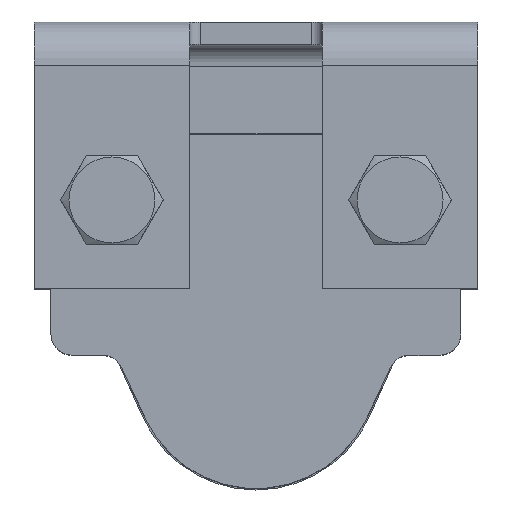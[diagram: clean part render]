
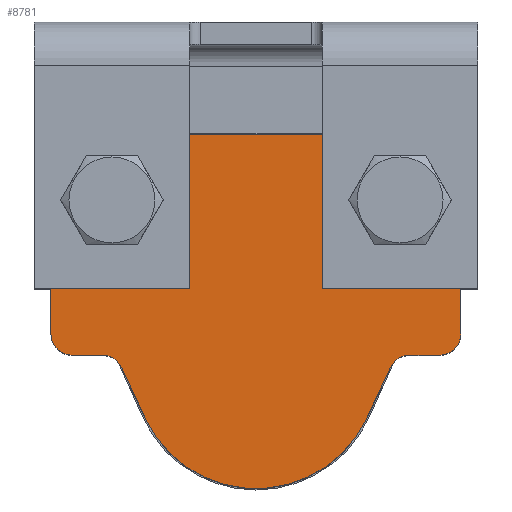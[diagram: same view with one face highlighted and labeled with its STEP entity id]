
A CAD part, top view. The second image highlights one B-rep face of the part: STEP entity #8781.
In plain terms, the highlighted planar face has unit normal (0, 0, 1).
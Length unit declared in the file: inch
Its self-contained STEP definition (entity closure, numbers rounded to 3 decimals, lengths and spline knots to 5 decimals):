
#162 = DIRECTION ( 'NONE',  ( 0., 0., -1. ) ) ;
#170 = VERTEX_POINT ( 'NONE', #9026 ) ;
#383 = CARTESIAN_POINT ( 'NONE',  ( 1.38903, 1.25878, 2.31716 ) ) ;
#492 = CARTESIAN_POINT ( 'NONE',  ( -0.19997, 1.63178, 2.31716 ) ) ;
#509 = DIRECTION ( 'NONE',  ( 1., 0., 0. ) ) ;
#689 = EDGE_CURVE ( 'NONE', #10525, #2927, #9210, .T. ) ;
#745 = VECTOR ( 'NONE', #4878, 39.37008 ) ;
#842 = CARTESIAN_POINT ( 'NONE',  ( -0.18187, 0.31549, 2.31716 ) ) ;
#900 = ORIENTED_EDGE ( 'NONE', *, *, #689, .F. ) ;
#915 = FACE_OUTER_BOUND ( 'NONE', #2128, .T. ) ;
#929 = DIRECTION ( 'NONE',  ( -1., 0., 0. ) ) ;
#980 = CARTESIAN_POINT ( 'NONE',  ( 1.35303, 1.25178, 2.31716 ) ) ;
#1015 = ORIENTED_EDGE ( 'NONE', *, *, #2203, .F. ) ;
#1105 = AXIS2_PLACEMENT_3D ( 'NONE', #383, #8286, #509 ) ;
#1132 = DIRECTION ( 'NONE',  ( 0., 0., -1. ) ) ;
#1163 = VERTEX_POINT ( 'NONE', #6967 ) ;
#1311 = CIRCLE ( 'NONE', #5707, 0.12 ) ;
#1647 = CARTESIAN_POINT ( 'NONE',  ( -0.57997, 0.38478, 2.31716 ) ) ;
#2044 = DIRECTION ( 'NONE',  ( 1., 0., 0. ) ) ;
#2128 = EDGE_LOOP ( 'NONE', ( #8986, #7760, #900, #1015, #9195, #4016, #4212, #7304, #4438, #3729, #8472, #9975, #3562, #4810 ) ) ;
#2203 = EDGE_CURVE ( 'NONE', #6317, #10525, #7584, .T. ) ;
#2237 = AXIS2_PLACEMENT_3D ( 'NONE', #4832, #8364, #3040 ) ;
#2293 = CARTESIAN_POINT ( 'NONE',  ( -0.45997, 0.38478, 2.31716 ) ) ;
#2384 = EDGE_LOOP ( 'NONE', ( #10446 ) ) ;
#2387 = CARTESIAN_POINT ( 'NONE',  ( -0.57997, 0.38478, 2.31716 ) ) ;
#2552 = LINE ( 'NONE', #1647, #7950 ) ;
#2556 = CIRCLE ( 'NONE', #2237, 0.12 ) ;
#2585 = AXIS2_PLACEMENT_3D ( 'NONE', #9604, #3369, #7756 ) ;
#2670 = CARTESIAN_POINT ( 'NONE',  ( -0.23597, 1.25878, 2.31716 ) ) ;
#2741 = CARTESIAN_POINT ( 'NONE',  ( -0.19997, 1.25178, 2.31716 ) ) ;
#2743 = VERTEX_POINT ( 'NONE', #7177 ) ;
#2773 = CIRCLE ( 'NONE', #2585, 0.12 ) ;
#2798 = CARTESIAN_POINT ( 'NONE',  ( 0.57653, 0.32178, 2.31716 ) ) ;
#2927 = VERTEX_POINT ( 'NONE', #10528 ) ;
#2973 = EDGE_CURVE ( 'NONE', #1163, #3567, #2773, .T. ) ;
#3040 = DIRECTION ( 'NONE',  ( -1., 0., 0. ) ) ;
#3144 = LINE ( 'NONE', #2387, #745 ) ;
#3313 = VECTOR ( 'NONE', #3345, 39.37008 ) ;
#3345 = DIRECTION ( 'NONE',  ( -0.423, 0.906, 0. ) ) ;
#3369 = DIRECTION ( 'NONE',  ( 0., 0., 1. ) ) ;
#3376 = DIRECTION ( 'NONE',  ( -1., 0., 0. ) ) ;
#3385 = CARTESIAN_POINT ( 'NONE',  ( 1.20188, 0.03017, 2.31716 ) ) ;
#3391 = EDGE_CURVE ( 'NONE', #170, #6317, #4109, .T. ) ;
#3442 = CARTESIAN_POINT ( 'NONE',  ( -0.04882, 0.03017, 2.31716 ) ) ;
#3545 = FACE_BOUND ( 'NONE', #2384, .T. ) ;
#3562 = ORIENTED_EDGE ( 'NONE', *, *, #7301, .F. ) ;
#3564 = CARTESIAN_POINT ( 'NONE',  ( 1.62303, 1.25878, 2.31716 ) ) ;
#3567 = VERTEX_POINT ( 'NONE', #2293 ) ;
#3594 = DIRECTION ( 'NONE',  ( 0., 0., 1. ) ) ;
#3612 = EDGE_CURVE ( 'NONE', #9190, #9801, #2556, .T. ) ;
#3613 = DIRECTION ( 'NONE',  ( -0.423, -0.906, 0. ) ) ;
#3639 = CARTESIAN_POINT ( 'NONE',  ( 1.33493, 0.31549, 2.31716 ) ) ;
#3702 = EDGE_CURVE ( 'NONE', #1163, #6899, #2552, .T. ) ;
#3729 = ORIENTED_EDGE ( 'NONE', *, *, #8770, .T. ) ;
#3730 = VERTEX_POINT ( 'NONE', #3916 ) ;
#3746 = CARTESIAN_POINT ( 'NONE',  ( -0.29063, 0.38478, 2.31716 ) ) ;
#3854 = EDGE_CURVE ( 'NONE', #6267, #6267, #9431, .T. ) ;
#3916 = CARTESIAN_POINT ( 'NONE',  ( -0.00197, 1.25878, 2.31716 ) ) ;
#3973 = CARTESIAN_POINT ( 'NONE',  ( 1.35303, 1.63178, 2.31716 ) ) ;
#4016 = ORIENTED_EDGE ( 'NONE', *, *, #5175, .F. ) ;
#4101 = VERTEX_POINT ( 'NONE', #3746 ) ;
#4109 = LINE ( 'NONE', #492, #9963 ) ;
#4212 = ORIENTED_EDGE ( 'NONE', *, *, #3702, .F. ) ;
#4241 = AXIS2_PLACEMENT_3D ( 'NONE', #980, #8697, #3376 ) ;
#4256 = LINE ( 'NONE', #3385, #5003 ) ;
#4266 = EDGE_CURVE ( 'NONE', #5745, #8162, #5982, .T. ) ;
#4301 = CARTESIAN_POINT ( 'NONE',  ( -0.04882, 0.03017, 2.31716 ) ) ;
#4438 = ORIENTED_EDGE ( 'NONE', *, *, #8991, .F. ) ;
#4477 = CARTESIAN_POINT ( 'NONE',  ( 1.44369, 0.38478, 2.31716 ) ) ;
#4508 = EDGE_CURVE ( 'NONE', #3730, #3730, #5517, .T. ) ;
#4522 = CARTESIAN_POINT ( 'NONE',  ( 1.35303, 1.25178, 2.31716 ) ) ;
#4810 = ORIENTED_EDGE ( 'NONE', *, *, #3612, .T. ) ;
#4832 = CARTESIAN_POINT ( 'NONE',  ( 1.44369, 0.26478, 2.31716 ) ) ;
#4878 = DIRECTION ( 'NONE',  ( -1., 0., 0. ) ) ;
#5003 = VECTOR ( 'NONE', #3613, 39.37008 ) ;
#5052 = DIRECTION ( 'NONE',  ( 0., 1., 0. ) ) ;
#5064 = ORIENTED_EDGE ( 'NONE', *, *, #3854, .F. ) ;
#5175 = EDGE_CURVE ( 'NONE', #6899, #170, #10508, .T. ) ;
#5339 = DIRECTION ( 'NONE',  ( -1., 0., 0. ) ) ;
#5517 = CIRCLE ( 'NONE', #6630, 0.234 ) ;
#5519 = CARTESIAN_POINT ( 'NONE',  ( 1.61203, 0.38478, 2.31716 ) ) ;
#5622 = DIRECTION ( 'NONE',  ( 0., -1., 0. ) ) ;
#5707 = AXIS2_PLACEMENT_3D ( 'NONE', #9553, #7942, #9506 ) ;
#5745 = VERTEX_POINT ( 'NONE', #4301 ) ;
#5772 = CARTESIAN_POINT ( 'NONE',  ( -0.57997, 1.25178, 2.31716 ) ) ;
#5982 = LINE ( 'NONE', #3442, #3313 ) ;
#6069 = AXIS2_PLACEMENT_3D ( 'NONE', #2741, #162, #7072 ) ;
#6231 = VERTEX_POINT ( 'NONE', #5519 ) ;
#6267 = VERTEX_POINT ( 'NONE', #3564 ) ;
#6317 = VERTEX_POINT ( 'NONE', #3973 ) ;
#6395 = VECTOR ( 'NONE', #5622, 39.37008 ) ;
#6568 = EDGE_LOOP ( 'NONE', ( #5064 ) ) ;
#6630 = AXIS2_PLACEMENT_3D ( 'NONE', #2670, #3594, #2044 ) ;
#6638 = AXIS2_PLACEMENT_3D ( 'NONE', #6997, #7764, #5339 ) ;
#6755 = DIRECTION ( 'NONE',  ( 1., 0., 0. ) ) ;
#6797 = CARTESIAN_POINT ( 'NONE',  ( 1.73203, 1.27933, 2.31716 ) ) ;
#6899 = VERTEX_POINT ( 'NONE', #5772 ) ;
#6967 = CARTESIAN_POINT ( 'NONE',  ( -0.57997, 0.50478, 2.31716 ) ) ;
#6981 = VECTOR ( 'NONE', #929, 39.37008 ) ;
#6997 = CARTESIAN_POINT ( 'NONE',  ( -0.29063, 0.26478, 2.31716 ) ) ;
#7043 = CIRCLE ( 'NONE', #8910, 0.69 ) ;
#7062 = FACE_BOUND ( 'NONE', #6568, .T. ) ;
#7072 = DIRECTION ( 'NONE',  ( -1., 0., 0. ) ) ;
#7117 = DIRECTION ( 'NONE',  ( -1., 0., 0. ) ) ;
#7177 = CARTESIAN_POINT ( 'NONE',  ( 1.20188, 0.03017, 2.31716 ) ) ;
#7301 = EDGE_CURVE ( 'NONE', #9190, #2743, #4256, .T. ) ;
#7304 = ORIENTED_EDGE ( 'NONE', *, *, #2973, .T. ) ;
#7584 = CIRCLE ( 'NONE', #10911, 0.38 ) ;
#7756 = DIRECTION ( 'NONE',  ( -1., 0., 0. ) ) ;
#7760 = ORIENTED_EDGE ( 'NONE', *, *, #8722, .T. ) ;
#7764 = DIRECTION ( 'NONE',  ( 0., 0., -1. ) ) ;
#7779 = CARTESIAN_POINT ( 'NONE',  ( 1.36724, 0.38478, 2.31716 ) ) ;
#7942 = DIRECTION ( 'NONE',  ( 0., 0., 1. ) ) ;
#7950 = VECTOR ( 'NONE', #5052, 39.37008 ) ;
#8114 = DIRECTION ( 'NONE',  ( 0., 0., -1. ) ) ;
#8162 = VERTEX_POINT ( 'NONE', #842 ) ;
#8286 = DIRECTION ( 'NONE',  ( 0., 0., 1. ) ) ;
#8364 = DIRECTION ( 'NONE',  ( 0., 0., -1. ) ) ;
#8461 = EDGE_CURVE ( 'NONE', #6231, #9801, #9740, .T. ) ;
#8472 = ORIENTED_EDGE ( 'NONE', *, *, #4266, .F. ) ;
#8697 = DIRECTION ( 'NONE',  ( 0., 0., -1. ) ) ;
#8722 = EDGE_CURVE ( 'NONE', #6231, #2927, #1311, .T. ) ;
#8770 = EDGE_CURVE ( 'NONE', #4101, #8162, #9584, .T. ) ;
#8781 = ADVANCED_FACE ( 'NONE', ( #915, #3545, #7062 ), #11346, .F. ) ;
#8910 = AXIS2_PLACEMENT_3D ( 'NONE', #2798, #8114, #7117 ) ;
#8986 = ORIENTED_EDGE ( 'NONE', *, *, #8461, .F. ) ;
#8991 = EDGE_CURVE ( 'NONE', #4101, #3567, #3144, .T. ) ;
#9026 = CARTESIAN_POINT ( 'NONE',  ( -0.19997, 1.63178, 2.31716 ) ) ;
#9190 = VERTEX_POINT ( 'NONE', #3639 ) ;
#9195 = ORIENTED_EDGE ( 'NONE', *, *, #3391, .F. ) ;
#9210 = LINE ( 'NONE', #9273, #6395 ) ;
#9273 = CARTESIAN_POINT ( 'NONE',  ( 1.73203, 0.38478, 2.31716 ) ) ;
#9431 = CIRCLE ( 'NONE', #1105, 0.234 ) ;
#9506 = DIRECTION ( 'NONE',  ( -1., 0., 0. ) ) ;
#9553 = CARTESIAN_POINT ( 'NONE',  ( 1.61203, 0.50478, 2.31716 ) ) ;
#9584 = CIRCLE ( 'NONE', #6638, 0.12 ) ;
#9604 = CARTESIAN_POINT ( 'NONE',  ( -0.45997, 0.50478, 2.31716 ) ) ;
#9719 = DIRECTION ( 'NONE',  ( -1., 0., 0. ) ) ;
#9740 = LINE ( 'NONE', #7779, #6981 ) ;
#9801 = VERTEX_POINT ( 'NONE', #4477 ) ;
#9963 = VECTOR ( 'NONE', #6755, 39.37008 ) ;
#9975 = ORIENTED_EDGE ( 'NONE', *, *, #10619, .F. ) ;
#10446 = ORIENTED_EDGE ( 'NONE', *, *, #4508, .F. ) ;
#10508 = CIRCLE ( 'NONE', #6069, 0.38 ) ;
#10525 = VERTEX_POINT ( 'NONE', #6797 ) ;
#10528 = CARTESIAN_POINT ( 'NONE',  ( 1.73203, 0.50478, 2.31716 ) ) ;
#10619 = EDGE_CURVE ( 'NONE', #2743, #5745, #7043, .T. ) ;
#10911 = AXIS2_PLACEMENT_3D ( 'NONE', #4522, #1132, #9719 ) ;
#11346 = PLANE ( 'NONE',  #4241 ) ;
